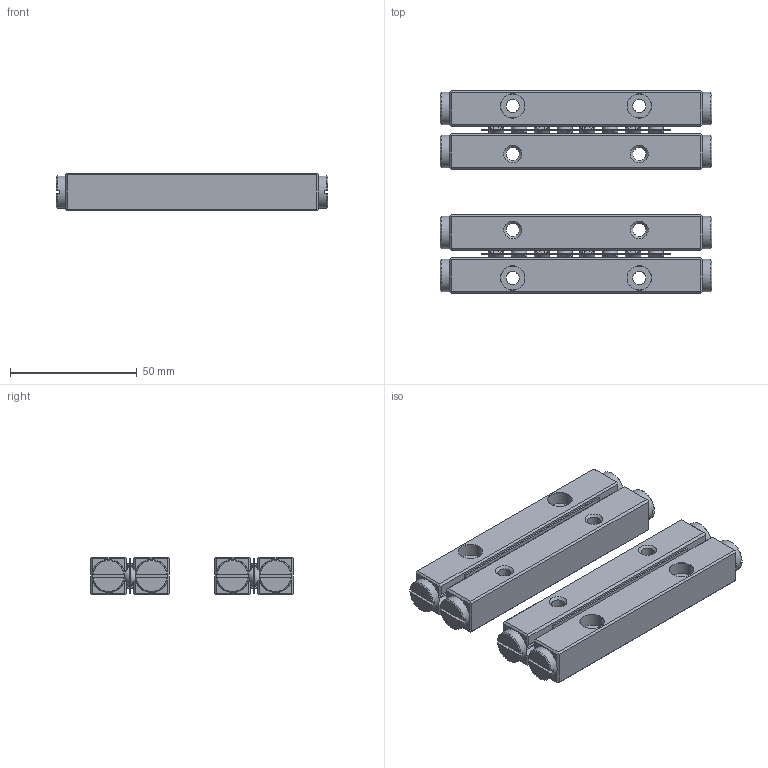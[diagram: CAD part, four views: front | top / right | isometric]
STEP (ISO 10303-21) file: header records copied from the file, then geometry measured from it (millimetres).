
FILE_DESCRIPTION(/* description */ (''),/* implementation_level */ '2;1');
FILE_NAME(/* name */ 'Set RSD-6100x8AA.stp',/* time_stamp */ '2018-12-06T19:15:59+01:00',/* author */ (''),/* organization */ (''),/* preprocessor_version */ 'ST-DEVELOPER v16.7',/* originating_system */ 'SIEMENS PLM Software NX 12.0',/* authorisation */ '');
FILE_SCHEMA (('AUTOMOTIVE_DESIGN { 1 0 10303 214 3 1 1 1 }'));
Length unit declared in the file: millimetre
Products named in the file (6): 019795_A_4-Roller Ø6x5.8; 022432_A_4-Body Cage R6x8AA; 011470_A_2-Endscrew GA 6; 005858_C_2-RSD-6100; 024260_A_7-Roller Cage R6x8AA Assy; 043485_A_1-Set RSD-6100x8AA
Assembly tree (23 placements, depth 3):
  043485_A_1-Set RSD-6100x8AA
    005858_C_2-RSD-6100  x4
    024260_A_7-Roller Cage R6x8AA Assy  x2
      022432_A_4-Body Cage R6x8AA
      019795_A_4-Roller Ø6x5.8
    011470_A_2-Endscrew GA 6  x8
Bounding box: 107.4 x 80 x 15 mm (x, y, z)
Volume: 81959.6 mm3; surface area: 39246.9 mm2
Topology: 30 solids, 30 shells, 860 faces, 2192 edges, 1408 vertices
Faces by surface type: plane 468, cylinder 296, cone 96
Full cylindrical faces by diameter (mm): 4.3 x8, 5 x8, 5.2 x16, 6 x16, 9.5 x8, 13 x8
Entity records: 9756 total; most frequent: DIRECTION 1724, CARTESIAN_POINT 1661, ORIENTED_EDGE 1588, EDGE_CURVE 794, AXIS2_PLACEMENT_3D 599, LINE 526, VECTOR 526, VERTEX_POINT 520
